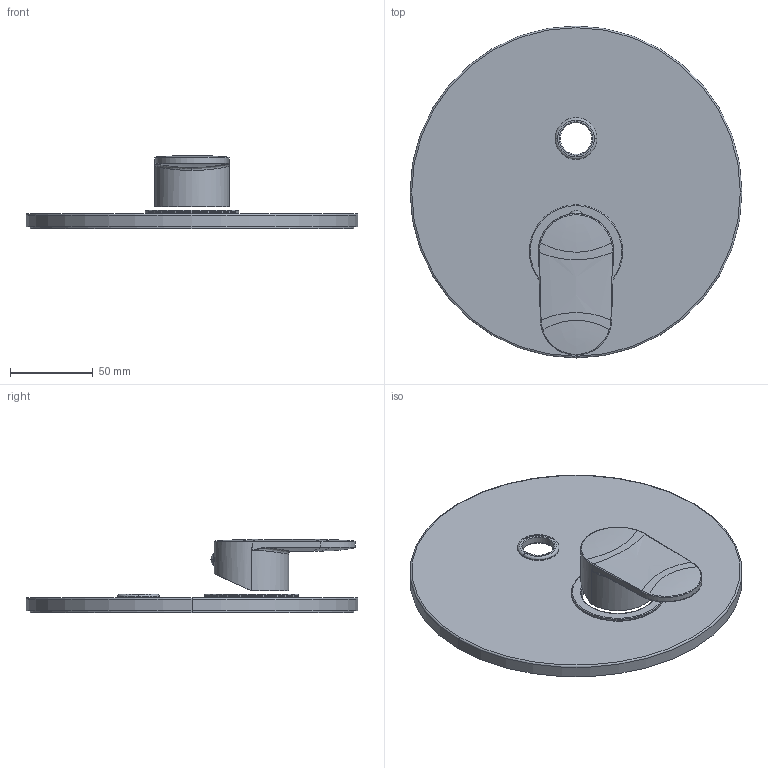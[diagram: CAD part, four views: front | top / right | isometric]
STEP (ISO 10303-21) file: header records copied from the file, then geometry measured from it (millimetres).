
FILE_DESCRIPTION((''),'2;1');
FILE_NAME('CA015CREST','2021-11-04T09:22:41',('ut3'),('PAFFONI SpA'),'CREO PARAMETRIC BY PTC INC, 2020044','CREO PARAMETRIC BY PTC INC, 2020044','');
FILE_SCHEMA(('CONFIG_CONTROL_DESIGN','SHAPE_APPEARANCE_LAYERS_GROUPS'));
Length unit declared in the file: millimetre
Products named in the file (1): CA015CREST
Bounding box: 200 x 200 x 44 mm (x, y, z)
Volume: 167605.3 mm3; surface area: 95194 mm2
Topology: 2 solids, 2 shells, 186 faces, 436 edges, 263 vertices
Faces by surface type: plane 55, cylinder 53, bspline 31, torus 30, cone 15, sphere 2
Entity records: 9546 total; most frequent: CARTESIAN_POINT 4052, ORIENTED_EDGE 868, DIRECTION 852, EDGE_CURVE 434, AXIS2_PLACEMENT_3D 346, VERTEX_POINT 263, EDGE_LOOP 209, CIRCLE 191
